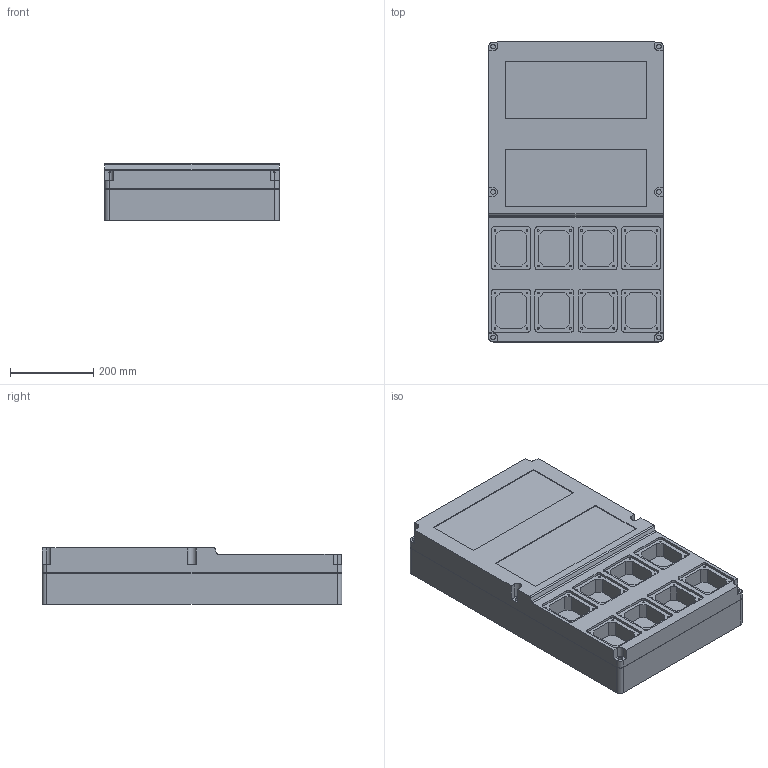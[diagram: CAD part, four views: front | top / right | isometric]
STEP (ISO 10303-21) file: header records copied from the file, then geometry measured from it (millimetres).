
FILE_DESCRIPTION(('Creo Elements/Direct Modeling STEP Export'),'2;1');
FILE_NAME('0ln7tug5rd5n9v75652','2023-06-26T11:29:15',(''),(''),'Creo Elements/Direct Modeling STEP processor for AP214 (Solid Model)','Creo Elements/Direct Modeling 20.1B 02-Apr-2019 (C) Parametric Technology GmbH','');
FILE_SCHEMA(('AUTOMOTIVE_DESIGN { 1 0 10303 214 1 1 1 1 }'));
Length unit declared in the file: millimetre
Products named in the file (1): FM_4272_PI
Bounding box: 420 x 720 x 135 mm (x, y, z)
Volume: 36247946.5 mm3; surface area: 1038317.3 mm2
Topology: 1 solids, 1 shells, 324 faces, 794 edges, 530 vertices
Faces by surface type: plane 196, cylinder 128
Entity records: 9151 total; most frequent: ORIENTED_EDGE 1588, CARTESIAN_POINT 1556, DIRECTION 1518, EDGE_CURVE 794, VECTOR 534, LINE 534, VERTEX_POINT 530, AXIS2_PLACEMENT_3D 492
